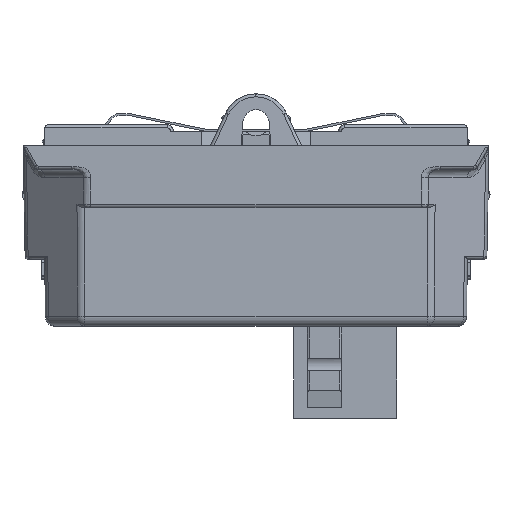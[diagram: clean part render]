
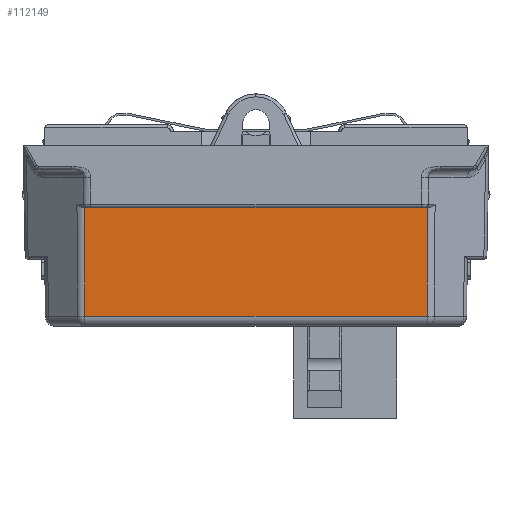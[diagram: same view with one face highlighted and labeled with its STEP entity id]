
A CAD part, left-side view. The second image highlights one B-rep face of the part: STEP entity #112149.
In plain terms, the highlighted planar face has unit normal (-1, 0, -0.009).
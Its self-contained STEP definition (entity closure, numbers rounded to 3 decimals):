
#112137=AXIS2_PLACEMENT_3D('Plane Axis2P3D',#112134,#112135,#112136) ;
#105129=CARTESIAN_POINT('Line Origine',(-21.85,8.303,-5.9)) ;
#105133=CARTESIAN_POINT('Vertex',(-21.85,16.605,-5.9)) ;
#105135=CARTESIAN_POINT('Vertex',(-21.85,0.,-5.9)) ;
#105138=CARTESIAN_POINT('Line Origine',(-21.85,-8.303,-5.9)) ;
#105142=CARTESIAN_POINT('Vertex',(-21.85,-16.605,-5.9)) ;
#109058=CARTESIAN_POINT('Vertex',(-21.758,-16.574,-16.409)) ;
#109061=CARTESIAN_POINT('Line Origine',(-21.758,9.693,-16.409)) ;
#109065=CARTESIAN_POINT('Vertex',(-21.758,0.,-16.409)) ;
#109068=CARTESIAN_POINT('Line Origine',(-21.758,9.693,-16.409)) ;
#109072=CARTESIAN_POINT('Vertex',(-21.758,16.574,-16.409)) ;
#111921=CARTESIAN_POINT('Vertex',(-21.85,16.612,-5.9)) ;
#111925=CARTESIAN_POINT('Control Point',(-21.85,16.605,-5.9)) ;
#111926=CARTESIAN_POINT('Control Point',(-21.85,16.607,-5.9)) ;
#111927=CARTESIAN_POINT('Control Point',(-21.85,16.61,-5.9)) ;
#111928=CARTESIAN_POINT('Control Point',(-21.85,16.612,-5.9)) ;
#111948=CARTESIAN_POINT('Line Origine',(-21.823,16.601,-9.004)) ;
#112090=CARTESIAN_POINT('Control Point',(-21.85,-16.605,-5.9)) ;
#112091=CARTESIAN_POINT('Control Point',(-21.85,-16.607,-5.9)) ;
#112092=CARTESIAN_POINT('Control Point',(-21.85,-16.61,-5.9)) ;
#112093=CARTESIAN_POINT('Control Point',(-21.85,-16.612,-5.9)) ;
#112094=CARTESIAN_POINT('Vertex',(-21.85,-16.612,-5.9)) ;
#112117=CARTESIAN_POINT('Line Origine',(-21.823,-16.601,-9.004)) ;
#112134=CARTESIAN_POINT('Axis2P3D Location',(-21.85,0.,-5.9)) ;
#105130=DIRECTION('Vector Direction',(0.,-1.,0.)) ;
#105139=DIRECTION('Vector Direction',(0.,-1.,0.)) ;
#109062=DIRECTION('Vector Direction',(0.,-1.,0.)) ;
#109069=DIRECTION('Vector Direction',(0.,-1.,0.)) ;
#111949=DIRECTION('Vector Direction',(0.009,-0.004,-1.)) ;
#112118=DIRECTION('Vector Direction',(-0.009,-0.004,1.)) ;
#112135=DIRECTION('Axis2P3D Direction',(-1.,-0.,-0.009)) ;
#112136=DIRECTION('Axis2P3D XDirection',(0.,-1.,0.)) ;
#105131=VECTOR('Line Direction',#105130,1.) ;
#105140=VECTOR('Line Direction',#105139,1.) ;
#109063=VECTOR('Line Direction',#109062,1.) ;
#109070=VECTOR('Line Direction',#109069,1.) ;
#111950=VECTOR('Line Direction',#111949,1.) ;
#112119=VECTOR('Line Direction',#112118,1.) ;
#112140=ORIENTED_EDGE('',*,*,#109074,.F.) ;
#112141=ORIENTED_EDGE('',*,*,#109067,.T.) ;
#112142=ORIENTED_EDGE('',*,*,#112121,.F.) ;
#112143=ORIENTED_EDGE('',*,*,#112096,.T.) ;
#112144=ORIENTED_EDGE('',*,*,#105144,.T.) ;
#112145=ORIENTED_EDGE('',*,*,#105137,.F.) ;
#112146=ORIENTED_EDGE('',*,*,#111929,.F.) ;
#112147=ORIENTED_EDGE('',*,*,#111952,.T.) ;
#112149=ADVANCED_FACE('BODY_LAVORO',(#112148),#112138,.T.) ;
#111924=B_SPLINE_CURVE_WITH_KNOTS('',3,(#111925,#111926,#111927,#111928),.UNSPECIFIED.,.F.,.U.,(4,4),(0.,0.009),.UNSPECIFIED.) ;
#112089=B_SPLINE_CURVE_WITH_KNOTS('',3,(#112090,#112091,#112092,#112093),.UNSPECIFIED.,.F.,.U.,(4,4),(0.,0.009),.UNSPECIFIED.) ;
#105137=EDGE_CURVE('',#105134,#105136,#105132,.T.) ;
#105144=EDGE_CURVE('',#105143,#105136,#105141,.F.) ;
#109067=EDGE_CURVE('',#109066,#109059,#109064,.T.) ;
#109074=EDGE_CURVE('',#109066,#109073,#109071,.F.) ;
#111929=EDGE_CURVE('',#111922,#105134,#111924,.F.) ;
#111952=EDGE_CURVE('',#111922,#109073,#111951,.T.) ;
#112096=EDGE_CURVE('',#112095,#105143,#112089,.F.) ;
#112121=EDGE_CURVE('',#112095,#109059,#112120,.F.) ;
#112139=EDGE_LOOP('',(#112140,#112141,#112142,#112143,#112144,#112145,#112146,#112147)) ;
#112148=FACE_OUTER_BOUND('',#112139,.T.) ;
#105132=LINE('Line',#105129,#105131) ;
#105141=LINE('Line',#105138,#105140) ;
#109064=LINE('Line',#109061,#109063) ;
#109071=LINE('Line',#109068,#109070) ;
#111951=LINE('Line',#111948,#111950) ;
#112120=LINE('Line',#112117,#112119) ;
#112138=PLANE('',#112137) ;
#105134=VERTEX_POINT('',#105133) ;
#105136=VERTEX_POINT('',#105135) ;
#105143=VERTEX_POINT('',#105142) ;
#109059=VERTEX_POINT('',#109058) ;
#109066=VERTEX_POINT('',#109065) ;
#109073=VERTEX_POINT('',#109072) ;
#111922=VERTEX_POINT('',#111921) ;
#112095=VERTEX_POINT('',#112094) ;
